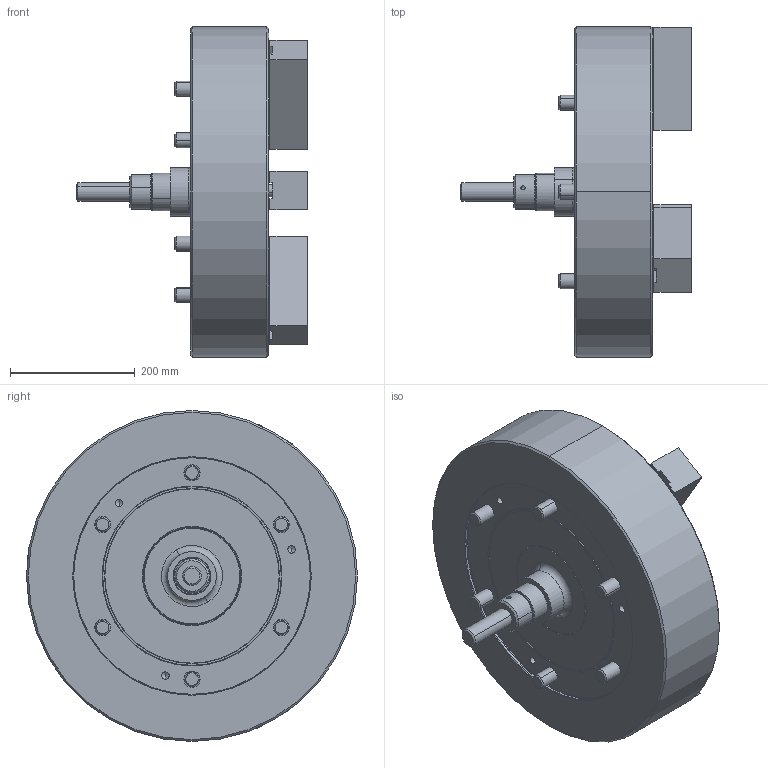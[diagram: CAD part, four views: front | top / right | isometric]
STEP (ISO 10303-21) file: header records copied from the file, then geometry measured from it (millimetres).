
FILE_DESCRIPTION (( 'STEP AP203' ), '1' );
FILE_NAME ('CF-3P-221.STEP', '2020-01-08T03:14:39', ( 'temp' ), ( '' ), 'SwSTEP 2.0', 'SolidWorks 2016', '' );
FILE_SCHEMA (( 'CONFIG_CONTROL_DESIGN' ));
Length unit declared in the file: millimetre
Products named in the file (10): SJ-15P; CF-3P-221-04000; 圓頭內六角螺栓_M20x55; 圓頭內六角螺栓_M24x120; 3P-15-05000; 3P-15-06000; 圓頭內六角螺栓_M30x125(全牙); CF-3P-221-01000; CF-3P-221; CF-3P-221-02000
Assembly tree (21 placements, depth 2):
  CF-3P-221
    CF-3P-221-01000
    CF-3P-221-02000
    SJ-15P  x3
    CF-3P-221-04000
    圓頭內六角螺栓_M20x55  x6
    圓頭內六角螺栓_M24x120  x6
    3P-15-05000
    3P-15-06000
    圓頭內六角螺栓_M30x125(全牙)
Bounding box: 369.5 x 530 x 530 mm (x, y, z)
Volume: 27999185.7 mm3; surface area: 1273284 mm2
Topology: 21 solids, 21 shells, 3267 faces, 9344 edges, 6157 vertices
Faces by surface type: plane 2272, cylinder 818, cone 167, torus 10
Entity records: 39761 total; most frequent: CARTESIAN_POINT 8402, ORIENTED_EDGE 6736, DIRECTION 5707, EDGE_CURVE 3368, VECTOR 2503, LINE 2503, VERTEX_POINT 2217, AXIS2_PLACEMENT_3D 1602
